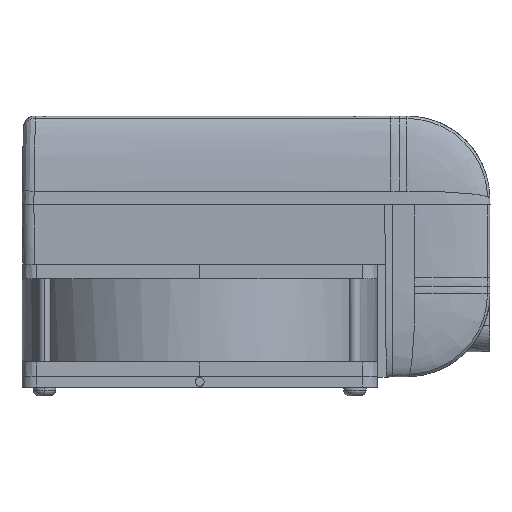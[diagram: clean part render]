
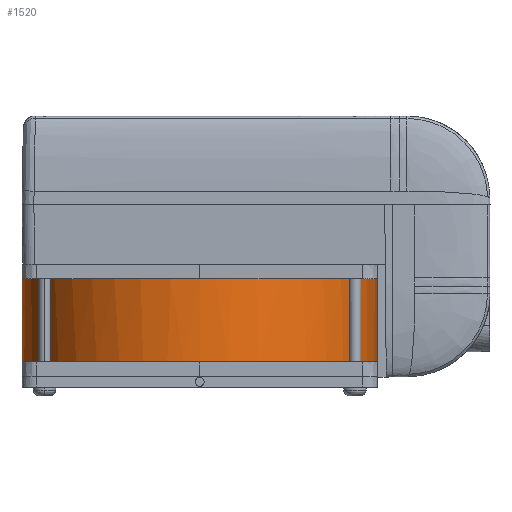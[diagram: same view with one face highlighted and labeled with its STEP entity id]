
A CAD part, left-side view. The second image highlights one B-rep face of the part: STEP entity #1520.
In plain terms, the highlighted free-form (B-spline) face has degree [1, 2] with [2, 5] control points.
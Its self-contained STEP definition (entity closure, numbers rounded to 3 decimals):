
#1520=ADVANCED_FACE($,(#3019),#21890,.T.);
#3019=FACE_OUTER_BOUND($,#4778,.T.);
#4778=EDGE_LOOP($,(#10679,#10680,#10681,#10682,#10683,#10684,#10685));
#10679=ORIENTED_EDGE($,*,*,#16462,.T.);
#10680=ORIENTED_EDGE($,*,*,#16396,.T.);
#10681=ORIENTED_EDGE($,*,*,#16397,.T.);
#10682=ORIENTED_EDGE($,*,*,#16434,.F.);
#10683=ORIENTED_EDGE($,*,*,#16419,.T.);
#10684=ORIENTED_EDGE($,*,*,#16420,.T.);
#10685=ORIENTED_EDGE($,*,*,#16421,.T.);
#16396=EDGE_CURVE($,#19751,#19752,#22348,.T.);
#16397=EDGE_CURVE($,#19752,#19749,#22349,.T.);
#16419=EDGE_CURVE($,#19759,#19758,#22357,.T.);
#16420=EDGE_CURVE($,#19758,#19760,#22358,.T.);
#16421=EDGE_CURVE($,#19760,#19780,#22359,.T.);
#16434=EDGE_CURVE($,#19759,#19749,#25195,.T.);
#16462=EDGE_CURVE($,#19780,#19751,#25205,.T.);
#19749=VERTEX_POINT($,#51456);
#19751=VERTEX_POINT($,#51458);
#19752=VERTEX_POINT($,#51459);
#19758=VERTEX_POINT($,#51465);
#19759=VERTEX_POINT($,#51466);
#19760=VERTEX_POINT($,#51467);
#19780=VERTEX_POINT($,#51487);
#21890=(
BOUNDED_SURFACE()
B_SPLINE_SURFACE(1,2,((#51384,#51385,#51386,#51387,#51388),(#51389,#51390,
#51391,#51392,#51393)),.UNSPECIFIED.,.F.,.F.,.F.)
B_SPLINE_SURFACE_WITH_KNOTS((2,2),(3,2,3),(5.,33.),(-188.496,-94.248,
0.),.UNSPECIFIED.)
GEOMETRIC_REPRESENTATION_ITEM()
RATIONAL_B_SPLINE_SURFACE(((1.,0.707,1.,0.707,1.),
(1.,0.707,1.,0.707,1.)))
REPRESENTATION_ITEM($)
SURFACE()
);
#22348=(
BOUNDED_CURVE()
B_SPLINE_CURVE(2,(#50839,#50840,#50841),.UNSPECIFIED.,.F.,.F.)
B_SPLINE_CURVE_WITH_KNOTS((3,3),(-188.469,-94.251),.UNSPECIFIED.)
CURVE()
GEOMETRIC_REPRESENTATION_ITEM()
RATIONAL_B_SPLINE_CURVE((1.,0.707,1.))
REPRESENTATION_ITEM($)
);
#22349=(
BOUNDED_CURVE()
B_SPLINE_CURVE(2,(#50842,#50843,#50844,#50845,#50846),.UNSPECIFIED.,.F.,
.F.)
B_SPLINE_CURVE_WITH_KNOTS((3,2,3),(-94.251,-94.251,0.),
.UNSPECIFIED.)
CURVE()
GEOMETRIC_REPRESENTATION_ITEM()
RATIONAL_B_SPLINE_CURVE((1.,1.,1.,0.707,1.))
REPRESENTATION_ITEM($)
);
#22357=(
BOUNDED_CURVE()
B_SPLINE_CURVE(2,(#50904,#50905,#50906),.UNSPECIFIED.,.F.,.F.)
B_SPLINE_CURVE_WITH_KNOTS((3,3),(0.,94.223),.UNSPECIFIED.)
CURVE()
GEOMETRIC_REPRESENTATION_ITEM()
RATIONAL_B_SPLINE_CURVE((1.,0.707,1.))
REPRESENTATION_ITEM($)
);
#22358=(
BOUNDED_CURVE()
B_SPLINE_CURVE(2,(#50907,#50908,#50909),.UNSPECIFIED.,.F.,.F.)
B_SPLINE_CURVE_WITH_KNOTS((3,3),(94.223,188.446),.UNSPECIFIED.)
CURVE()
GEOMETRIC_REPRESENTATION_ITEM()
RATIONAL_B_SPLINE_CURVE((1.,0.707,1.))
REPRESENTATION_ITEM($)
);
#22359=(
BOUNDED_CURVE()
B_SPLINE_CURVE(2,(#50910,#50911,#50912),.UNSPECIFIED.,.F.,.F.)
B_SPLINE_CURVE_WITH_KNOTS((3,3),(188.446,188.446),.UNSPECIFIED.)
CURVE()
GEOMETRIC_REPRESENTATION_ITEM()
RATIONAL_B_SPLINE_CURVE((1.,1.,1.))
REPRESENTATION_ITEM($)
);
#25195=B_SPLINE_CURVE_WITH_KNOTS($,1,(#50942,#50943),.UNSPECIFIED.,.F.,.F.,
(2,2),(5.,33.),.UNSPECIFIED.);
#25205=B_SPLINE_CURVE_WITH_KNOTS($,1,(#51052,#51053),.UNSPECIFIED.,.F.,.F.,
(2,2),(5.,33.),.UNSPECIFIED.);
#50839=CARTESIAN_POINT($,(26.25,58.,-85.5));
#50840=CARTESIAN_POINT($,(-33.734,58.,-85.5));
#50841=CARTESIAN_POINT($,(-33.75,-2.,-85.5));
#50842=CARTESIAN_POINT($,(-33.75,-2.,-85.5));
#50843=CARTESIAN_POINT($,(-33.75,-2.,-85.5));
#50844=CARTESIAN_POINT($,(-33.75,-2.,-85.5));
#50845=CARTESIAN_POINT($,(-33.75,-62.,-85.5));
#50846=CARTESIAN_POINT($,(26.25,-62.,-85.5));
#50904=CARTESIAN_POINT($,(26.25,-62.,-57.5));
#50905=CARTESIAN_POINT($,(-33.75,-62.,-57.5));
#50906=CARTESIAN_POINT($,(-33.75,-2.,-57.5));
#50907=CARTESIAN_POINT($,(-33.75,-2.,-57.5));
#50908=CARTESIAN_POINT($,(-33.75,58.,-57.5));
#50909=CARTESIAN_POINT($,(26.25,58.,-57.5));
#50910=CARTESIAN_POINT($,(26.25,58.,-57.5));
#50911=CARTESIAN_POINT($,(26.25,58.,-57.5));
#50912=CARTESIAN_POINT($,(26.25,58.,-57.5));
#50942=CARTESIAN_POINT($,(26.25,-62.,-57.5));
#50943=CARTESIAN_POINT($,(26.25,-62.,-85.5));
#51052=CARTESIAN_POINT($,(26.25,58.,-57.5));
#51053=CARTESIAN_POINT($,(26.25,58.,-85.5));
#51384=CARTESIAN_POINT($,(26.25,58.,-57.5));
#51385=CARTESIAN_POINT($,(-33.75,58.,-57.5));
#51386=CARTESIAN_POINT($,(-33.75,-2.,-57.5));
#51387=CARTESIAN_POINT($,(-33.75,-62.,-57.5));
#51388=CARTESIAN_POINT($,(26.25,-62.,-57.5));
#51389=CARTESIAN_POINT($,(26.25,58.,-85.5));
#51390=CARTESIAN_POINT($,(-33.75,58.,-85.5));
#51391=CARTESIAN_POINT($,(-33.75,-2.,-85.5));
#51392=CARTESIAN_POINT($,(-33.75,-62.,-85.5));
#51393=CARTESIAN_POINT($,(26.25,-62.,-85.5));
#51456=CARTESIAN_POINT($,(26.25,-62.,-85.5));
#51458=CARTESIAN_POINT($,(26.25,58.,-85.5));
#51459=CARTESIAN_POINT($,(-33.75,-2.,-85.5));
#51465=CARTESIAN_POINT($,(-33.75,-2.,-57.5));
#51466=CARTESIAN_POINT($,(26.25,-62.,-57.5));
#51467=CARTESIAN_POINT($,(26.25,58.,-57.5));
#51487=CARTESIAN_POINT($,(26.25,58.,-57.5));
